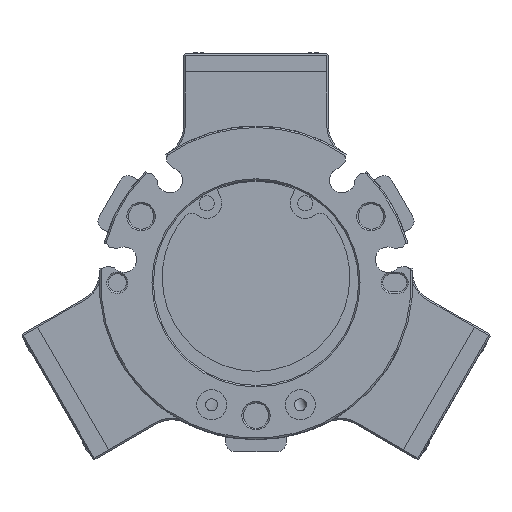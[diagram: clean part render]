
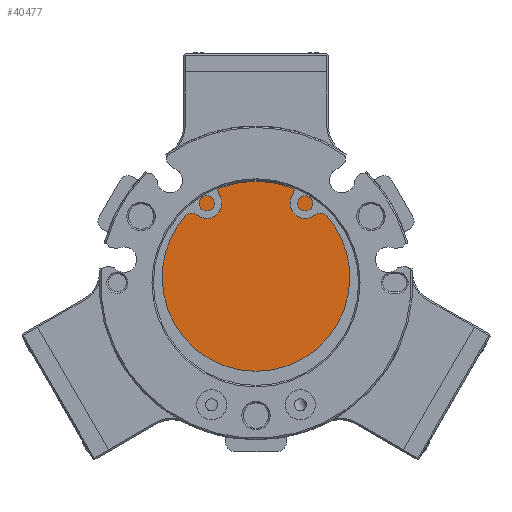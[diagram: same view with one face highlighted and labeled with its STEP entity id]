
A CAD part, front view. The second image highlights one B-rep face of the part: STEP entity #40477.
In plain terms, the highlighted planar face has unit normal (0, -1, 0).
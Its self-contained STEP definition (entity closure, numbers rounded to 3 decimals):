
#5260 = CARTESIAN_POINT ( 'NONE',  ( 0., 3.8, -16.85 ) ) ;
#6476 = PLANE ( 'NONE',  #14448 ) ;
#6597 = ORIENTED_EDGE ( 'NONE', *, *, #53225, .T. ) ;
#8479 = CIRCLE ( 'NONE', #25804, 16.85 ) ;
#14448 = AXIS2_PLACEMENT_3D ( 'NONE', #54253, #25670, #58992 ) ;
#16546 = CARTESIAN_POINT ( 'NONE',  ( 0., 3.8, 16.85 ) ) ;
#16734 = DIRECTION ( 'NONE',  ( 0., -1., 0. ) ) ;
#17794 = VERTEX_POINT ( 'NONE', #5260 ) ;
#20631 = ORIENTED_EDGE ( 'NONE', *, *, #33333, .T. ) ;
#22015 = CARTESIAN_POINT ( 'NONE',  ( 0., 3.8, 0. ) ) ;
#25670 = DIRECTION ( 'NONE',  ( 0., -1., 0. ) ) ;
#25804 = AXIS2_PLACEMENT_3D ( 'NONE', #45396, #16734, #50157 ) ;
#26849 = DIRECTION ( 'NONE',  ( 0., 0., 1. ) ) ;
#33333 = EDGE_CURVE ( 'NONE', #17794, #34631, #8479, .T. ) ;
#34631 = VERTEX_POINT ( 'NONE', #16546 ) ;
#37238 = AXIS2_PLACEMENT_3D ( 'NONE', #22015, #55364, #26849 ) ;
#38677 = FACE_OUTER_BOUND ( 'NONE', #42812, .T. ) ;
#40477 = ADVANCED_FACE ( 'NONE', ( #38677 ), #6476, .T. ) ;
#42812 = EDGE_LOOP ( 'NONE', ( #6597, #20631 ) ) ;
#45396 = CARTESIAN_POINT ( 'NONE',  ( 0., 3.8, 0. ) ) ;
#50157 = DIRECTION ( 'NONE',  ( 0., 0., 1. ) ) ;
#53225 = EDGE_CURVE ( 'NONE', #34631, #17794, #57330, .T. ) ;
#54253 = CARTESIAN_POINT ( 'NONE',  ( 0., 3.8, 0. ) ) ;
#55364 = DIRECTION ( 'NONE',  ( 0., -1., 0. ) ) ;
#57330 = CIRCLE ( 'NONE', #37238, 16.85 ) ;
#58992 = DIRECTION ( 'NONE',  ( 0., 0., 1. ) ) ;
